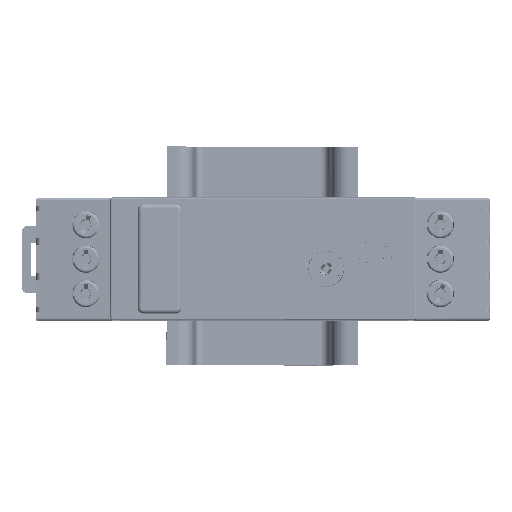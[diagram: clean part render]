
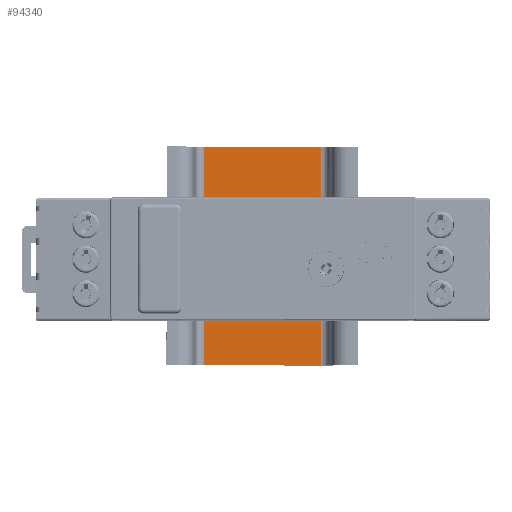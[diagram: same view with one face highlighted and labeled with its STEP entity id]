
A CAD part, top view. The second image highlights one B-rep face of the part: STEP entity #94340.
In plain terms, the highlighted planar face has unit normal (0.001, 0.003, 1).
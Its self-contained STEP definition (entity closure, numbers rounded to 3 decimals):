
#25138=ORIENTED_EDGE('',*,*,#43275,.F.);
#25139=ORIENTED_EDGE('',*,*,#43330,.F.);
#25140=ORIENTED_EDGE('',*,*,#43277,.T.);
#25141=ORIENTED_EDGE('',*,*,#43331,.T.);
#43275=EDGE_CURVE('',#53899,#53896,#64124,.T.);
#43277=EDGE_CURVE('',#53902,#53901,#64125,.T.);
#43330=EDGE_CURVE('',#53902,#53899,#64165,.T.);
#43331=EDGE_CURVE('',#53901,#53896,#64166,.T.);
#53896=VERTEX_POINT('',#180692);
#53899=VERTEX_POINT('',#180697);
#53901=VERTEX_POINT('',#180702);
#53902=VERTEX_POINT('',#180704);
#64124=LINE('',#180698,#73919);
#64125=LINE('',#180703,#73920);
#64165=LINE('',#180808,#73960);
#64166=LINE('',#180809,#73961);
#73919=VECTOR('',#127012,1000.);
#73920=VECTOR('',#127017,1000.);
#73960=VECTOR('',#127119,1000.);
#73961=VECTOR('',#127120,1000.);
#80057=EDGE_LOOP('',(#25138,#25139,#25140,#25141));
#85562=FACE_BOUND('',#80057,.T.);
#89955=PLANE('',#108429);
#94340=ADVANCED_FACE('',(#85562),#89955,.F.);
#108429=AXIS2_PLACEMENT_3D('',#180807,#127117,#127118);
#127012=DIRECTION('',(0.001,1.,-0.003));
#127017=DIRECTION('',(0.001,1.,-0.003));
#127117=DIRECTION('',(-0.001,-0.003,-1.));
#127118=DIRECTION('',(-1.,0.001,0.001));
#127119=DIRECTION('',(-1.,0.001,0.001));
#127120=DIRECTION('',(-1.,0.001,0.001));
#180692=CARTESIAN_POINT('',(-10.825,15.389,-36.621));
#180697=CARTESIAN_POINT('',(-10.853,-24.611,-36.516));
#180698=CARTESIAN_POINT('',(-10.864,-40.321,-36.475));
#180702=CARTESIAN_POINT('',(10.584,15.374,-36.642));
#180703=CARTESIAN_POINT('',(10.545,-40.336,-36.496));
#180704=CARTESIAN_POINT('',(10.556,-24.626,-36.537));
#180807=CARTESIAN_POINT('',(10.545,-40.336,-36.496));
#180808=CARTESIAN_POINT('',(10.556,-24.626,-36.537));
#180809=CARTESIAN_POINT('',(10.584,15.374,-36.642));
